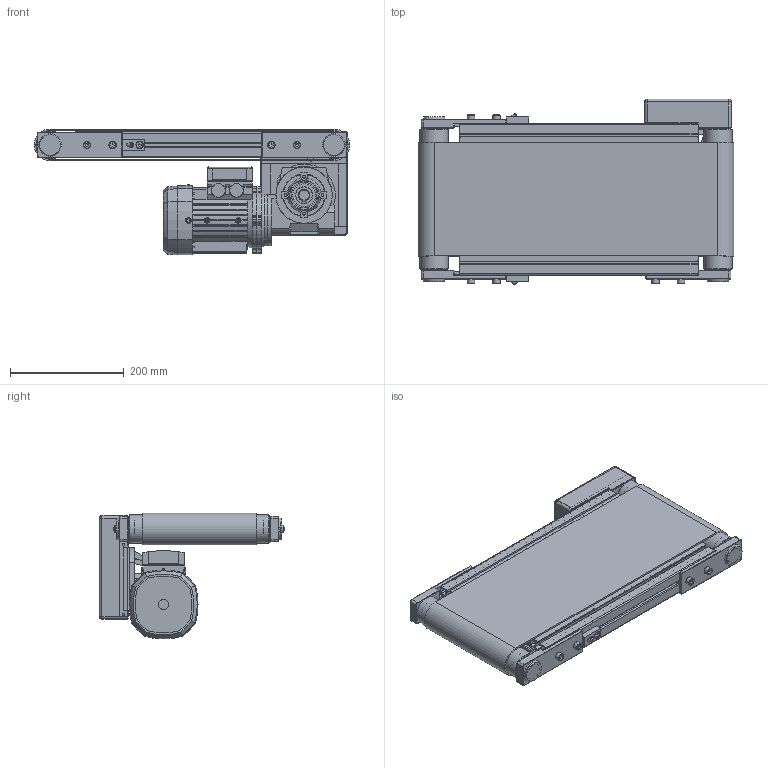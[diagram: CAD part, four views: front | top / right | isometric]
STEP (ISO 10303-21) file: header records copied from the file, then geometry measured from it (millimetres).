
FILE_DESCRIPTION((''),'2;1');
FILE_NAME('914502.stp','2014-01-25T12:51:14',('Honza'),(''),'Autodesk Inventor 2011','Autodesk Inventor 2011','');
FILE_SCHEMA(('AUTOMOTIVE_DESIGN { 1 0 10303 214 1 1 1 1 }'));
Length unit declared in the file: millimetre
Products named in the file (22): 914502; 914502_104545L_001; 914502_104545L_002; 200820-1; 210800; 904501; 904511; 914502_904551_001; 50-čep I; 50-čep Reduktor; 914502_Trubka_d50_001; 914502_904550_001; 914502_plech_001; 914502_PU-PVC_001; 914502_904503L; Lozisko6202-2RS; 914502_904503L_001; 904503L-K; 914502_904514_001; MVF44F1P63B14; VF44F1P63B14B3; BN63B14
Assembly tree (43 placements, depth 3):
  914502
    914502_104545L_001  x2
    914502_104545L_002  x2
    200820-1  x8
    210800  x8
    904501  x3
    904511  x2
    914502_904551_001
      50-čep I
      50-čep Reduktor
      914502_Trubka_d50_001
    914502_904550_001
      50-čep I  x2
      914502_Trubka_d50_001
    914502_plech_001
    914502_PU-PVC_001
    914502_904503L
      Lozisko6202-2RS
      914502_904503L_001
      904503L-K
      914502_904514_001
    MVF44F1P63B14
      VF44F1P63B14B3
      BN63B14
Bounding box: 556 x 327.4 x 221.9 mm (x, y, z)
Volume: 4521168.4 mm3; surface area: 2235487.8 mm2
Topology: 60 solids, 74 shells, 2529 faces, 6380 edges, 4026 vertices
Faces by surface type: plane 1096, cylinder 778, cone 236, torus 210, sphere 128, bspline 81
Full cylindrical faces by diameter (mm): 1.6 x3, 2.7 x4, 3.3 x1, 3.75 x10, 4.134 x1, 4.3 x1, 4.351 x8, 4.5 x4, 5 x4, 5.5 x4, 6.647 x10, 6.8 x2, 8 x12, 8.5 x10, 9 x4, 10 x3, 10.6 x1, 11 x1, 12 x2, 13 x10, 13.5 x2, 14 x1, 14.4 x2, 15 x8, 17 x3, 18 x2, 18.782 x2, 20 x1, 21.2 x3, 21.4 x2
Entity records: 57821 total; most frequent: CARTESIAN_POINT 15721, DIRECTION 8539, ORIENTED_EDGE 8218, EDGE_CURVE 4117, AXIS2_PLACEMENT_3D 3328, VERTEX_POINT 2740, EDGE_LOOP 2137, VECTOR 1883
